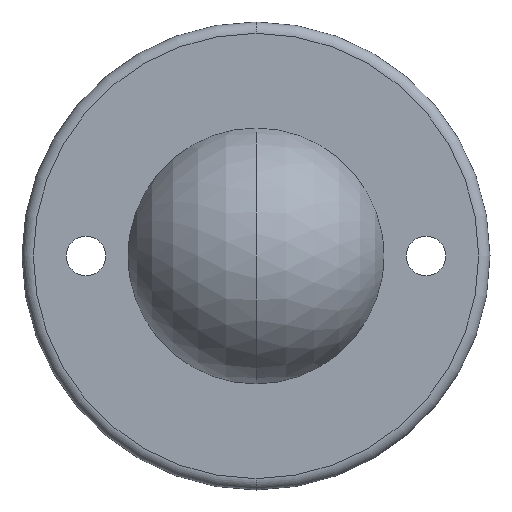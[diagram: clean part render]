
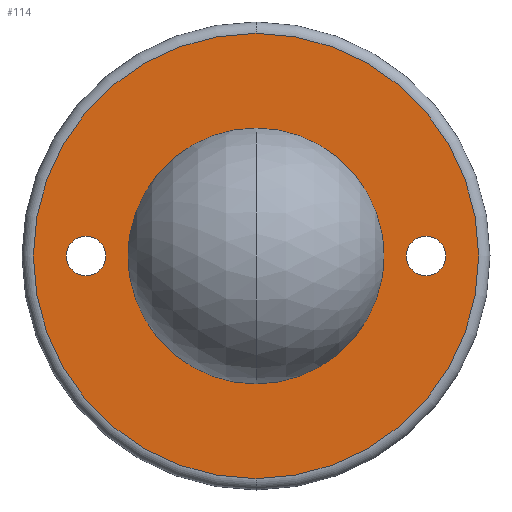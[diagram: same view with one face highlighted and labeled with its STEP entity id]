
A CAD part, front view. The second image highlights one B-rep face of the part: STEP entity #114.
In plain terms, the highlighted planar face has unit normal (0, -1, 0).
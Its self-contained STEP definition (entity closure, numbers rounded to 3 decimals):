
#14 = VERTEX_POINT ( 'NONE', #289 ) ;
#15 = VERTEX_POINT ( 'NONE', #288 ) ;
#16 = EDGE_CURVE ( 'NONE', #259, #17, #277, .T. ) ;
#17 = VERTEX_POINT ( 'NONE', #272 ) ;
#29 = EDGE_CURVE ( 'NONE', #30, #350, #240, .T. ) ;
#30 = VERTEX_POINT ( 'NONE', #231 ) ;
#92 = ORIENTED_EDGE ( 'NONE', *, *, #16, .F. ) ;
#93 = ORIENTED_EDGE ( 'NONE', *, *, #94, .F. ) ;
#94 = EDGE_CURVE ( 'NONE', #17, #259, #395, .T. ) ;
#95 = EDGE_LOOP ( 'NONE', ( #98, #99 ) ) ;
#98 = ORIENTED_EDGE ( 'NONE', *, *, #29, .F. ) ;
#99 = ORIENTED_EDGE ( 'NONE', *, *, #100, .F. ) ;
#100 = EDGE_CURVE ( 'NONE', #350, #30, #391, .T. ) ;
#101 = EDGE_LOOP ( 'NONE', ( #102, #103 ) ) ;
#102 = ORIENTED_EDGE ( 'NONE', *, *, #263, .F. ) ;
#103 = ORIENTED_EDGE ( 'NONE', *, *, #111, .F. ) ;
#104 = EDGE_LOOP ( 'NONE', ( #105, #106 ) ) ;
#105 = ORIENTED_EDGE ( 'NONE', *, *, #333, .T. ) ;
#106 = ORIENTED_EDGE ( 'NONE', *, *, #107, .T. ) ;
#107 = EDGE_CURVE ( 'NONE', #15, #14, #386, .T. ) ;
#111 = EDGE_CURVE ( 'NONE', #352, #264, #432, .T. ) ;
#114 = ADVANCED_FACE ( 'NONE', ( #427, #426, #425, #424 ), #423, .F. ) ;
#115 = EDGE_LOOP ( 'NONE', ( #92, #93 ) ) ;
#231 = CARTESIAN_POINT ( 'NONE',  ( -15., 0., 1.75 ) ) ;
#232 = DIRECTION ( 'NONE',  ( 0., 0., 1. ) ) ;
#233 = DIRECTION ( 'NONE',  ( 0., -1., 0. ) ) ;
#234 = CARTESIAN_POINT ( 'NONE',  ( -15., 0., 0. ) ) ;
#235 = AXIS2_PLACEMENT_3D ( 'NONE', #234, #233, #232 ) ;
#240 = CIRCLE ( 'NONE', #235, 1.75 ) ;
#259 = VERTEX_POINT ( 'NONE', #573 ) ;
#263 = EDGE_CURVE ( 'NONE', #264, #352, #650, .T. ) ;
#264 = VERTEX_POINT ( 'NONE', #645 ) ;
#272 = CARTESIAN_POINT ( 'NONE',  ( 15., 0., -1.75 ) ) ;
#273 = DIRECTION ( 'NONE',  ( 0., 0., 1. ) ) ;
#274 = DIRECTION ( 'NONE',  ( 0., -1., 0. ) ) ;
#275 = CARTESIAN_POINT ( 'NONE',  ( 15., 0., 0. ) ) ;
#276 = AXIS2_PLACEMENT_3D ( 'NONE', #275, #274, #273 ) ;
#277 = CIRCLE ( 'NONE', #276, 1.75 ) ;
#288 = CARTESIAN_POINT ( 'NONE',  ( 0., 0., -11.288 ) ) ;
#289 = CARTESIAN_POINT ( 'NONE',  ( 0., 0., 11.288 ) ) ;
#333 = EDGE_CURVE ( 'NONE', #14, #15, #643, .T. ) ;
#350 = VERTEX_POINT ( 'NONE', #614 ) ;
#352 = VERTEX_POINT ( 'NONE', #610 ) ;
#385 = AXIS2_PLACEMENT_3D ( 'NONE', #448, #447, #446 ) ;
#386 = CIRCLE ( 'NONE', #385, 11.288 ) ;
#387 = DIRECTION ( 'NONE',  ( 0., 0., 1. ) ) ;
#388 = DIRECTION ( 'NONE',  ( 0., -1., 0. ) ) ;
#389 = CARTESIAN_POINT ( 'NONE',  ( -15., 0., 0. ) ) ;
#390 = AXIS2_PLACEMENT_3D ( 'NONE', #389, #388, #387 ) ;
#391 = CIRCLE ( 'NONE', #390, 1.75 ) ;
#392 = DIRECTION ( 'NONE',  ( 0., -1., 0. ) ) ;
#393 = CARTESIAN_POINT ( 'NONE',  ( 15., 0., 0. ) ) ;
#394 = AXIS2_PLACEMENT_3D ( 'NONE', #393, #392, #435 ) ;
#395 = CIRCLE ( 'NONE', #394, 1.75 ) ;
#419 = DIRECTION ( 'NONE',  ( 0., 0., 1. ) ) ;
#420 = DIRECTION ( 'NONE',  ( 0., 1., 0. ) ) ;
#421 = CARTESIAN_POINT ( 'NONE',  ( 0., 0., -19.65 ) ) ;
#422 = AXIS2_PLACEMENT_3D ( 'NONE', #421, #420, #419 ) ;
#423 = PLANE ( 'NONE',  #422 ) ;
#424 = FACE_BOUND ( 'NONE', #104, .T. ) ;
#425 = FACE_OUTER_BOUND ( 'NONE', #101, .T. ) ;
#426 = FACE_BOUND ( 'NONE', #95, .T. ) ;
#427 = FACE_BOUND ( 'NONE', #115, .T. ) ;
#428 = DIRECTION ( 'NONE',  ( 0., 0., 1. ) ) ;
#429 = DIRECTION ( 'NONE',  ( 0., 1., 0. ) ) ;
#430 = CARTESIAN_POINT ( 'NONE',  ( 0., 0., 0. ) ) ;
#431 = AXIS2_PLACEMENT_3D ( 'NONE', #430, #429, #428 ) ;
#432 = CIRCLE ( 'NONE', #431, 19.65 ) ;
#435 = DIRECTION ( 'NONE',  ( 0., 0., 1. ) ) ;
#446 = DIRECTION ( 'NONE',  ( 0., 0., 1. ) ) ;
#447 = DIRECTION ( 'NONE',  ( 0., 1., 0. ) ) ;
#448 = CARTESIAN_POINT ( 'NONE',  ( 0., 0., 0. ) ) ;
#573 = CARTESIAN_POINT ( 'NONE',  ( 15., 0., 1.75 ) ) ;
#610 = CARTESIAN_POINT ( 'NONE',  ( 0., 0., -19.65 ) ) ;
#614 = CARTESIAN_POINT ( 'NONE',  ( -15., 0., -1.75 ) ) ;
#639 = DIRECTION ( 'NONE',  ( 0., 0., 1. ) ) ;
#640 = DIRECTION ( 'NONE',  ( 0., 1., 0. ) ) ;
#641 = CARTESIAN_POINT ( 'NONE',  ( 0., 0., 0. ) ) ;
#642 = AXIS2_PLACEMENT_3D ( 'NONE', #641, #640, #639 ) ;
#643 = CIRCLE ( 'NONE', #642, 11.288 ) ;
#645 = CARTESIAN_POINT ( 'NONE',  ( 0., 0., 19.65 ) ) ;
#646 = DIRECTION ( 'NONE',  ( 0., 0., 1. ) ) ;
#647 = DIRECTION ( 'NONE',  ( 0., 1., 0. ) ) ;
#648 = CARTESIAN_POINT ( 'NONE',  ( 0., 0., 0. ) ) ;
#649 = AXIS2_PLACEMENT_3D ( 'NONE', #648, #647, #646 ) ;
#650 = CIRCLE ( 'NONE', #649, 19.65 ) ;
